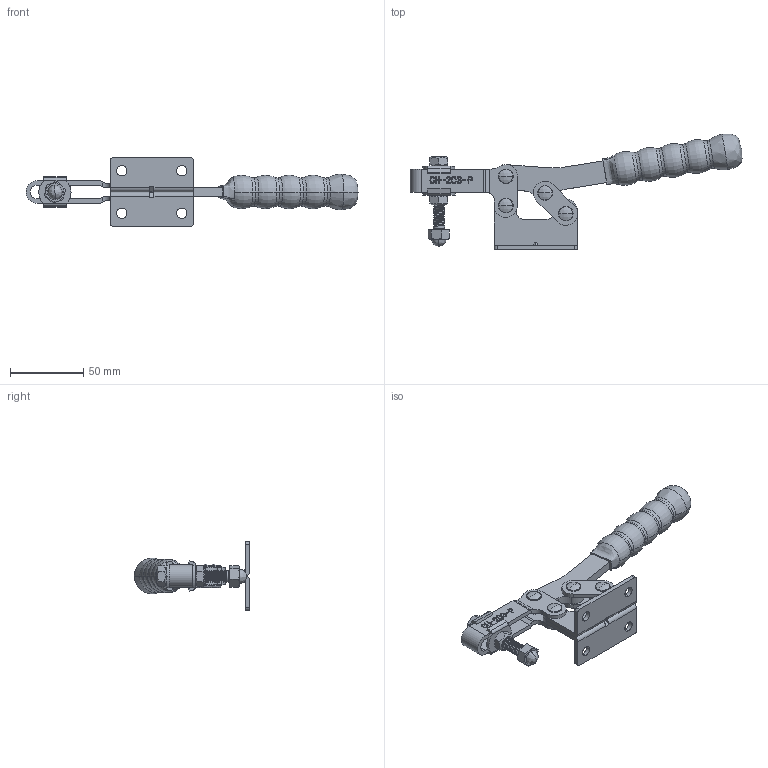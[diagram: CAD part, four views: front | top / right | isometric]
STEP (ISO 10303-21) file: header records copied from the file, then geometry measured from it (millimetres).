
FILE_DESCRIPTION (( 'STEP AP203' ), '1' );
FILE_NAME ('CH-203-P.STEP', '2017-11-13T05:46:34', ( 'Windows' ), ( 'Microsoft' ), 'SwSTEP 2.0', 'SolidWorks 2015', '' );
FILE_SCHEMA (( 'CONFIG_CONTROL_DESIGN' ));
Length unit declared in the file: millimetre
Products named in the file (10): FW516; 56212-02; 085012; 203-F-04; 203-P蜊忒參; 203-Pshoubatao(12265); 203-P-01; CH-203-P; 203-P-02; 225-D-06
Assembly tree (15 placements, depth 2):
  CH-203-P
    203-P-01
    203-P-02
    225-D-06  x4
    FW516  x2
    56212-02  x2
    085012
    203-F-04  x2
    203-P蜊忒參
    203-Pshoubatao(12265)
Bounding box: 226.97 x 79.26 x 47 mm (x, y, z)
Volume: 76074.7 mm3; surface area: 48820.5 mm2
Topology: 16 solids, 18 shells, 801 faces, 2119 edges, 1379 vertices
Faces by surface type: plane 279, cylinder 232, bspline 190, torus 58, cone 34, sphere 8
Entity records: 33974 total; most frequent: CARTESIAN_POINT 17491, ORIENTED_EDGE 3612, DIRECTION 2499, EDGE_CURVE 1806, VERTEX_POINT 1189, LINE 929, VECTOR 929, AXIS2_PLACEMENT_3D 785
